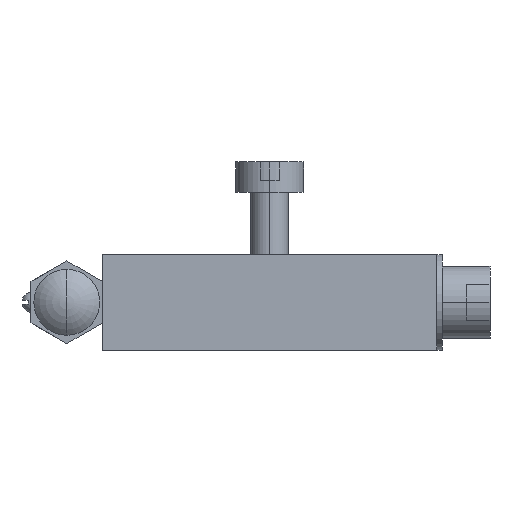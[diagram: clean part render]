
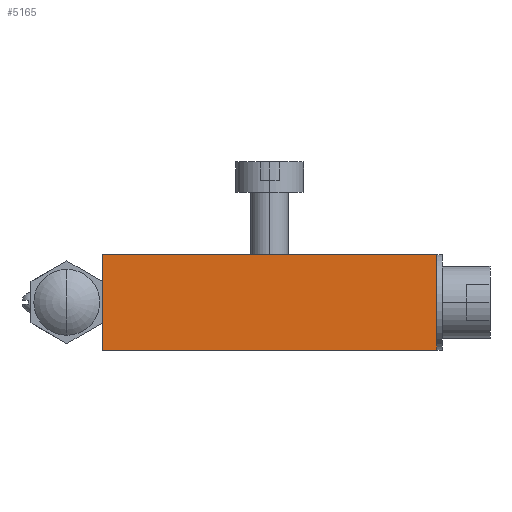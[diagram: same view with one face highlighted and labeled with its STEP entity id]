
A CAD part, left-side view. The second image highlights one B-rep face of the part: STEP entity #5165.
In plain terms, the highlighted planar face has unit normal (-1, 0, 0).
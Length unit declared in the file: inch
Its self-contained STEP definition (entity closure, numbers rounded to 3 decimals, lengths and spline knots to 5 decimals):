
#52 = DIRECTION ( 'NONE',  ( 0., 0., -1. ) ) ;
#708 = CARTESIAN_POINT ( 'NONE',  ( -20., -0.875, -0.25 ) ) ;
#806 = CARTESIAN_POINT ( 'NONE',  ( -20., -0.875, 0.25 ) ) ;
#817 = EDGE_LOOP ( 'NONE', ( #10412, #6910, #8150, #5850 ) ) ;
#978 = DIRECTION ( 'NONE',  ( 0., -1., 0. ) ) ;
#1013 = VERTEX_POINT ( 'NONE', #806 ) ;
#1033 = CARTESIAN_POINT ( 'NONE',  ( -20., 0.875, 0.25 ) ) ;
#1182 = VERTEX_POINT ( 'NONE', #7841 ) ;
#1552 = DIRECTION ( 'NONE',  ( 0., -1., 0. ) ) ;
#2091 = LINE ( 'NONE', #1033, #8714 ) ;
#3641 = AXIS2_PLACEMENT_3D ( 'NONE', #5152, #13838, #6422 ) ;
#4813 = LINE ( 'NONE', #13894, #10640 ) ;
#5152 = CARTESIAN_POINT ( 'NONE',  ( -20., 0.875, 0.25 ) ) ;
#5165 = ADVANCED_FACE ( 'NONE', ( #15352 ), #13784, .F. ) ;
#5719 = LINE ( 'NONE', #12396, #15659 ) ;
#5850 = ORIENTED_EDGE ( 'NONE', *, *, #11338, .T. ) ;
#5948 = VECTOR ( 'NONE', #8975, 39.37008 ) ;
#6422 = DIRECTION ( 'NONE',  ( 0., 0., -1. ) ) ;
#6481 = CARTESIAN_POINT ( 'NONE',  ( -20., 0.875, 0.25 ) ) ;
#6910 = ORIENTED_EDGE ( 'NONE', *, *, #12196, .F. ) ;
#7841 = CARTESIAN_POINT ( 'NONE',  ( -20., 0.875, -0.25 ) ) ;
#8150 = ORIENTED_EDGE ( 'NONE', *, *, #14123, .F. ) ;
#8714 = VECTOR ( 'NONE', #978, 39.37008 ) ;
#8975 = DIRECTION ( 'NONE',  ( 0., 0., -1. ) ) ;
#9655 = LINE ( 'NONE', #6481, #5948 ) ;
#10412 = ORIENTED_EDGE ( 'NONE', *, *, #10762, .T. ) ;
#10640 = VECTOR ( 'NONE', #1552, 39.37008 ) ;
#10762 = EDGE_CURVE ( 'NONE', #1182, #13288, #4813, .T. ) ;
#11338 = EDGE_CURVE ( 'NONE', #12739, #1182, #9655, .T. ) ;
#12196 = EDGE_CURVE ( 'NONE', #1013, #13288, #5719, .T. ) ;
#12396 = CARTESIAN_POINT ( 'NONE',  ( -20., -0.875, 0.25 ) ) ;
#12739 = VERTEX_POINT ( 'NONE', #13958 ) ;
#13288 = VERTEX_POINT ( 'NONE', #708 ) ;
#13784 = PLANE ( 'NONE',  #3641 ) ;
#13838 = DIRECTION ( 'NONE',  ( 1., 0., 0. ) ) ;
#13894 = CARTESIAN_POINT ( 'NONE',  ( -20., 0.875, -0.25 ) ) ;
#13958 = CARTESIAN_POINT ( 'NONE',  ( -20., 0.875, 0.25 ) ) ;
#14123 = EDGE_CURVE ( 'NONE', #12739, #1013, #2091, .T. ) ;
#15352 = FACE_OUTER_BOUND ( 'NONE', #817, .T. ) ;
#15659 = VECTOR ( 'NONE', #52, 39.37008 ) ;
